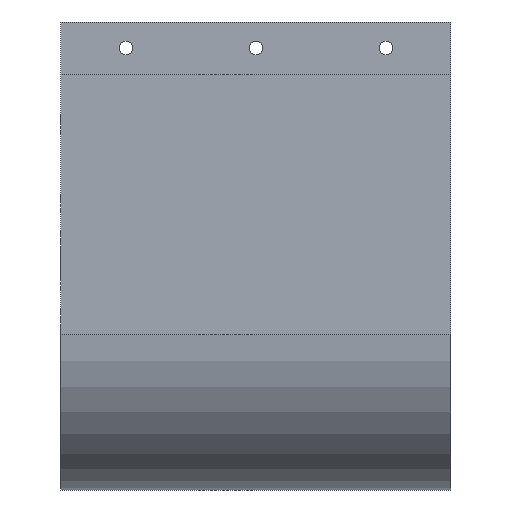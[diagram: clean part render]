
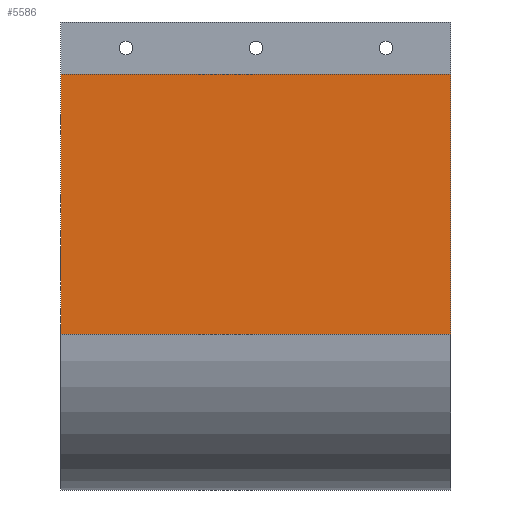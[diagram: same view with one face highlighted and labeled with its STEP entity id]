
A CAD part, left-side view. The second image highlights one B-rep face of the part: STEP entity #5586.
In plain terms, the highlighted planar face has unit normal (-1, 0, 0).
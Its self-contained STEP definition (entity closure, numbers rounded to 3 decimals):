
#209=PLANE('',#5991);
#315=FACE_OUTER_BOUND('',#688,.T.);
#688=EDGE_LOOP('',(#3709,#3710,#3711,#3712));
#1093=LINE('',#8696,#1565);
#1100=LINE('',#8710,#1572);
#1101=LINE('',#8712,#1573);
#1102=LINE('',#8713,#1574);
#1565=VECTOR('',#6754,10.);
#1572=VECTOR('',#6765,10.);
#1573=VECTOR('',#6766,10.);
#1574=VECTOR('',#6767,10.);
#2344=VERTEX_POINT('',#8694);
#2345=VERTEX_POINT('',#8695);
#2350=VERTEX_POINT('',#8709);
#2351=VERTEX_POINT('',#8711);
#2839=EDGE_CURVE('',#2344,#2345,#1093,.T.);
#2846=EDGE_CURVE('',#2350,#2345,#1100,.T.);
#2847=EDGE_CURVE('',#2351,#2350,#1101,.T.);
#2848=EDGE_CURVE('',#2344,#2351,#1102,.T.);
#3709=ORIENTED_EDGE('',*,*,#2839,.T.);
#3710=ORIENTED_EDGE('',*,*,#2846,.F.);
#3711=ORIENTED_EDGE('',*,*,#2847,.F.);
#3712=ORIENTED_EDGE('',*,*,#2848,.F.);
#5586=ADVANCED_FACE('',(#315),#209,.T.);
#5991=AXIS2_PLACEMENT_3D('',#8708,#6763,#6764);
#6754=DIRECTION('',(0.,1.,0.));
#6763=DIRECTION('center_axis',(-1.,0.,0.));
#6764=DIRECTION('ref_axis',(0.,0.,1.));
#6765=DIRECTION('',(0.,0.,1.));
#6766=DIRECTION('',(0.,1.,0.));
#6767=DIRECTION('',(0.,0.,-1.));
#8694=CARTESIAN_POINT('',(-57.5,-75.,70.));
#8695=CARTESIAN_POINT('',(-57.5,75.,70.));
#8696=CARTESIAN_POINT('',(-57.5,-37.5,70.));
#8708=CARTESIAN_POINT('Origin',(-57.5,0.,-30.));
#8709=CARTESIAN_POINT('',(-57.5,75.,-30.));
#8710=CARTESIAN_POINT('',(-57.5,75.,-90.));
#8711=CARTESIAN_POINT('',(-57.5,-75.,-30.));
#8712=CARTESIAN_POINT('',(-57.5,0.,-30.));
#8713=CARTESIAN_POINT('',(-57.5,-75.,-90.));
